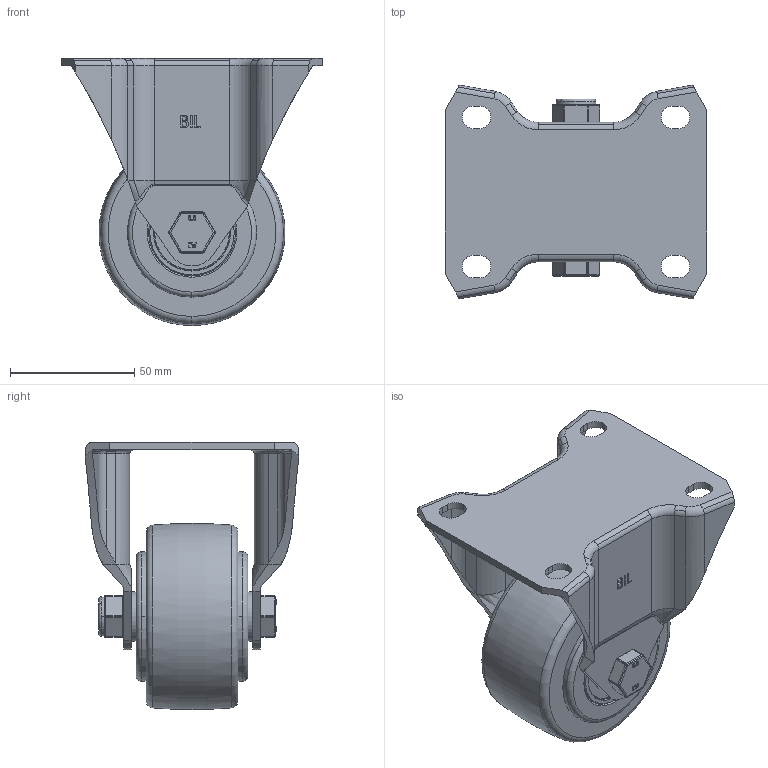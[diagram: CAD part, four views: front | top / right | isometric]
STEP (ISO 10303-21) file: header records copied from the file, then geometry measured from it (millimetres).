
FILE_DESCRIPTION(('STEP AP214'),'1');
FILE_NAME('BZHDF75NYBJ.STEP','2022-10-10T14:55:58',(' '),(' '),'Spatial InterOp 3D',' ',' ');
FILE_SCHEMA(('AUTOMOTIVE_DESIGN { 1 0 10303 214 1 1 1 1 }'));
Length unit declared in the file: metre
Products named in the file (31): BZHD75WNYBJM15; NYLON WHEEL; BEARING 6202; METAL; METAL2; Pattern; Component1; MIDDLE; RUBBER; RUBBER2; BEARING 62022; METAL3; METAL4; Pattern2; Component12; MIDDLE2; RUBBER3; RUBBER4; BEARING SPACER; BZHDF75NYBJ; TH15X2X10; ZINC PLATED HEADED SPACER; BZHF80AS - 49; ZINC PLATED, PRESSED STEEL BRACKET; HEXBOLTM10X65Z8.8FULL; GRADE 8.8 FULLY THREADED ZINC PLATED BOLT; NYLOC NUT; RUBBER5; NUT; NYLOCM10Z
Assembly tree (45 placements, depth 5):
  BZHDF75NYBJ
    BZHD75WNYBJM15
      NYLON WHEEL
      BEARING 6202
        METAL
        METAL2
        Pattern
          Component1  x8
        MIDDLE
        RUBBER
        RUBBER2
      BEARING 62022
        METAL3
        METAL4
        Pattern2
          Component12  x8
        MIDDLE2
        RUBBER3
        RUBBER4
      BEARING SPACER
    TH15X2X10
      ZINC PLATED HEADED SPACER
    BZHF80AS - 49
      ZINC PLATED, PRESSED STEEL BRACKET
    TH15X2X10
      ZINC PLATED HEADED SPACER
    HEXBOLTM10X65Z8.8FULL
      GRADE 8.8 FULLY THREADED ZINC PLATED BOLT
    NYLOCM10Z
      NYLOC NUT
        RUBBER5
        NUT
Bounding box: 105 x 86 x 107.42 mm (x, y, z)
Volume: 209599.9 mm3; surface area: 85717.1 mm2
Topology: 34 solids, 34 shells, 1374 faces, 3567 edges, 2288 vertices
Faces by surface type: plane 418, cylinder 412, extrusion 330, sphere 132, torus 50, bspline 22, cone 10
Entity records: 61830 total; most frequent: CARTESIAN_POINT 29355, ORIENTED_EDGE 6802, DIRECTION 5860, EDGE_CURVE 3401, VERTEX_POINT 2248, AXIS2_PLACEMENT_3D 2080, VECTOR 1700, EDGE_LOOP 1557
